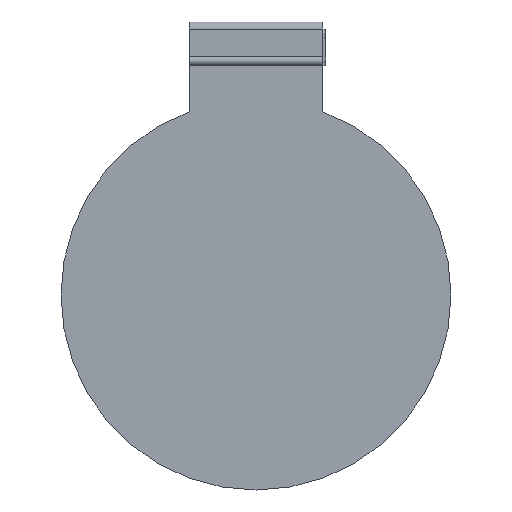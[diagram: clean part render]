
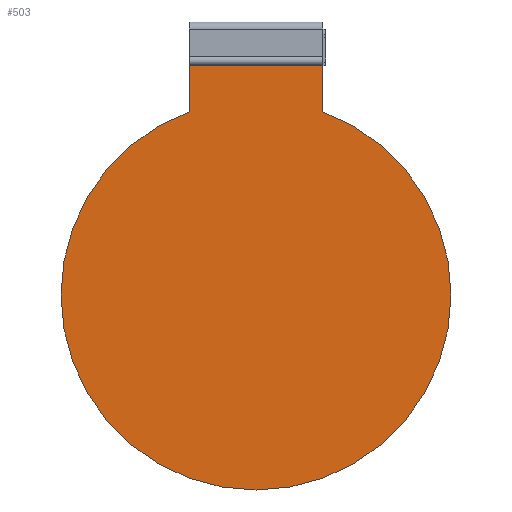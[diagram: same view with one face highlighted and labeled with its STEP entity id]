
A CAD part, left-side view. The second image highlights one B-rep face of the part: STEP entity #503.
In plain terms, the highlighted planar face has unit normal (-1, 0, 0).
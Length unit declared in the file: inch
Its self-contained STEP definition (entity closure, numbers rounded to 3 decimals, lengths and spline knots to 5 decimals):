
#58 = AXIS2_PLACEMENT_3D ( 'NONE', #373, #791, #1235 ) ;
#125 = VERTEX_POINT ( 'NONE', #1230 ) ;
#143 = CARTESIAN_POINT ( 'NONE',  ( -0.0315, 0.18307, 0.50191 ) ) ;
#153 = AXIS2_PLACEMENT_3D ( 'NONE', #307, #1169, #390 ) ;
#202 = AXIS2_PLACEMENT_3D ( 'NONE', #261, #486, #906 ) ;
#209 = DIRECTION ( 'NONE',  ( 0., 0., -1. ) ) ;
#218 = ORIENTED_EDGE ( 'NONE', *, *, #703, .F. ) ;
#219 = VERTEX_POINT ( 'NONE', #1079 ) ;
#222 = EDGE_CURVE ( 'NONE', #219, #1272, #1014, .T. ) ;
#253 = CARTESIAN_POINT ( 'NONE',  ( -0.0315, -0.18307, 0.50191 ) ) ;
#261 = CARTESIAN_POINT ( 'NONE',  ( -0.0315, 0., 0. ) ) ;
#307 = CARTESIAN_POINT ( 'NONE',  ( -0.0315, 0., 0. ) ) ;
#328 = DIRECTION ( 'NONE',  ( 0., -1., 0. ) ) ;
#330 = EDGE_CURVE ( 'NONE', #125, #1338, #774, .T. ) ;
#342 = CIRCLE ( 'NONE', #202, 0.53425 ) ;
#366 = VECTOR ( 'NONE', #1090, 39.37008 ) ;
#373 = CARTESIAN_POINT ( 'NONE',  ( -0.0315, 0., 0. ) ) ;
#376 = EDGE_CURVE ( 'NONE', #616, #125, #557, .T. ) ;
#390 = DIRECTION ( 'NONE',  ( 0., -1., 0. ) ) ;
#396 = CARTESIAN_POINT ( 'NONE',  ( -0.0315, 0., 0. ) ) ;
#448 = CARTESIAN_POINT ( 'NONE',  ( -0.0315, -0.18307, 0. ) ) ;
#452 = EDGE_CURVE ( 'NONE', #1378, #219, #342, .T. ) ;
#486 = DIRECTION ( 'NONE',  ( 1., 0., 0. ) ) ;
#503 = ADVANCED_FACE ( 'NONE', ( #1030 ), #698, .F. ) ;
#557 = LINE ( 'NONE', #872, #870 ) ;
#616 = VERTEX_POINT ( 'NONE', #1168 ) ;
#624 = ORIENTED_EDGE ( 'NONE', *, *, #330, .F. ) ;
#698 = PLANE ( 'NONE',  #58 ) ;
#700 = ORIENTED_EDGE ( 'NONE', *, *, #1175, .F. ) ;
#703 = EDGE_CURVE ( 'NONE', #1338, #1378, #900, .T. ) ;
#724 = DIRECTION ( 'NONE',  ( 1., 0., 0. ) ) ;
#774 = LINE ( 'NONE', #448, #898 ) ;
#791 = DIRECTION ( 'NONE',  ( 1., 0., 0. ) ) ;
#803 = AXIS2_PLACEMENT_3D ( 'NONE', #396, #724, #1282 ) ;
#815 = ORIENTED_EDGE ( 'NONE', *, *, #452, .F. ) ;
#870 = VECTOR ( 'NONE', #328, 39.37008 ) ;
#872 = CARTESIAN_POINT ( 'NONE',  ( -0.0315, 0., 0.62992 ) ) ;
#879 = CARTESIAN_POINT ( 'NONE',  ( -0.0315, 0.18307, 0.67317 ) ) ;
#898 = VECTOR ( 'NONE', #209, 39.37008 ) ;
#900 = CIRCLE ( 'NONE', #803, 0.53425 ) ;
#906 = DIRECTION ( 'NONE',  ( 0., -1., 0. ) ) ;
#1014 = CIRCLE ( 'NONE', #153, 0.53425 ) ;
#1030 = FACE_OUTER_BOUND ( 'NONE', #1305, .T. ) ;
#1079 = CARTESIAN_POINT ( 'NONE',  ( -0.0315, 0.53425, 0. ) ) ;
#1090 = DIRECTION ( 'NONE',  ( 0., 0., 1. ) ) ;
#1168 = CARTESIAN_POINT ( 'NONE',  ( -0.0315, 0.18307, 0.62992 ) ) ;
#1169 = DIRECTION ( 'NONE',  ( 1., 0., 0. ) ) ;
#1175 = EDGE_CURVE ( 'NONE', #1272, #616, #1301, .T. ) ;
#1182 = ORIENTED_EDGE ( 'NONE', *, *, #222, .F. ) ;
#1227 = CARTESIAN_POINT ( 'NONE',  ( -0.0315, -0.53425, 0. ) ) ;
#1230 = CARTESIAN_POINT ( 'NONE',  ( -0.0315, -0.18307, 0.62992 ) ) ;
#1235 = DIRECTION ( 'NONE',  ( 0., 0., -1. ) ) ;
#1272 = VERTEX_POINT ( 'NONE', #143 ) ;
#1282 = DIRECTION ( 'NONE',  ( 0., -1., 0. ) ) ;
#1301 = LINE ( 'NONE', #879, #366 ) ;
#1305 = EDGE_LOOP ( 'NONE', ( #700, #1182, #815, #218, #624, #1418 ) ) ;
#1338 = VERTEX_POINT ( 'NONE', #253 ) ;
#1378 = VERTEX_POINT ( 'NONE', #1227 ) ;
#1418 = ORIENTED_EDGE ( 'NONE', *, *, #376, .F. ) ;
